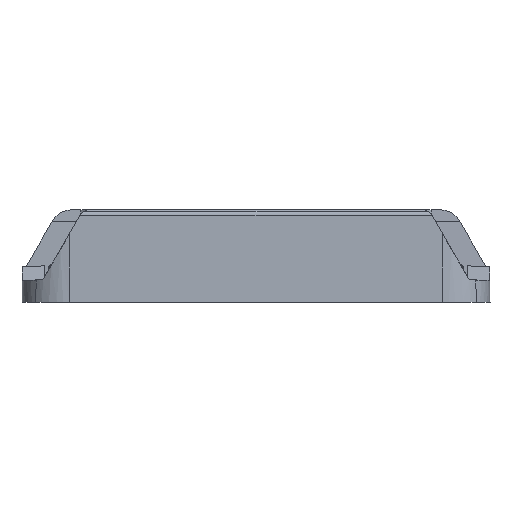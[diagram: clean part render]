
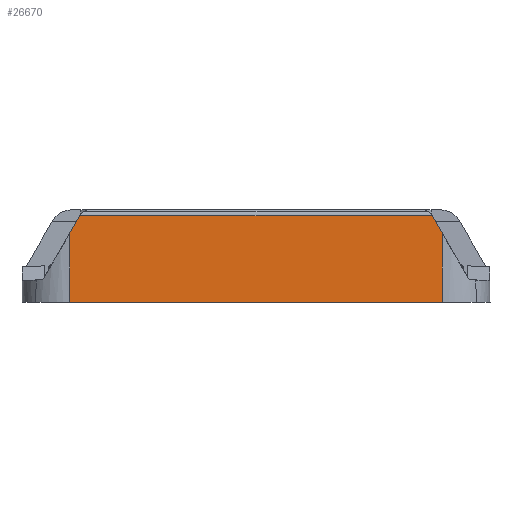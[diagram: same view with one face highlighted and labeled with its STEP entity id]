
A CAD part, left-side view. The second image highlights one B-rep face of the part: STEP entity #26670.
In plain terms, the highlighted planar face has unit normal (-1, 0, 0.009).
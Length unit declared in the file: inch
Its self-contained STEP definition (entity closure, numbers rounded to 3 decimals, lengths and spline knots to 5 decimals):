
#355 = ORIENTED_EDGE ( 'NONE', *, *, #3367, .F. ) ;
#500 = EDGE_CURVE ( 'NONE', #14350, #17173, #3707, .T. ) ;
#2135 = VECTOR ( 'NONE', #6095, 39.37008 ) ;
#3128 = LINE ( 'NONE', #17031, #6797 ) ;
#3233 = VECTOR ( 'NONE', #25567, 39.37008 ) ;
#3248 = EDGE_CURVE ( 'NONE', #21519, #3615, #5863, .T. ) ;
#3367 = EDGE_CURVE ( 'NONE', #3702, #14350, #14845, .T. ) ;
#3615 = VERTEX_POINT ( 'NONE', #24813 ) ;
#3702 = VERTEX_POINT ( 'NONE', #9928 ) ;
#3707 = LINE ( 'NONE', #17469, #2135 ) ;
#3905 = VECTOR ( 'NONE', #19946, 39.37008 ) ;
#4043 = LINE ( 'NONE', #15110, #5022 ) ;
#4929 = LINE ( 'NONE', #7029, #3233 ) ;
#5022 = VECTOR ( 'NONE', #10626, 39.37008 ) ;
#5041 = ORIENTED_EDGE ( 'NONE', *, *, #14744, .T. ) ;
#5435 = FACE_OUTER_BOUND ( 'NONE', #8780, .T. ) ;
#5863 = LINE ( 'NONE', #24279, #8284 ) ;
#6095 = DIRECTION ( 'NONE',  ( 0., -1., 0. ) ) ;
#6257 = CARTESIAN_POINT ( 'NONE',  ( -0.5841, -0.58521, 0.28757 ) ) ;
#6308 = CARTESIAN_POINT ( 'NONE',  ( -0.58411, -0.58527, 0.28746 ) ) ;
#6797 = VECTOR ( 'NONE', #12246, 39.37008 ) ;
#6842 = ORIENTED_EDGE ( 'NONE', *, *, #14670, .T. ) ;
#7029 = CARTESIAN_POINT ( 'NONE',  ( -0.58437, -0.6025, 0.25763 ) ) ;
#7623 = CARTESIAN_POINT ( 'NONE',  ( -0.58411, 0.58531, 0.2874 ) ) ;
#7970 = CARTESIAN_POINT ( 'NONE',  ( -0.58657, -0.62004, 0.00541 ) ) ;
#8284 = VECTOR ( 'NONE', #15297, 39.37008 ) ;
#8550 = CARTESIAN_POINT ( 'NONE',  ( -0.58411, -0.58524, 0.28752 ) ) ;
#8780 = EDGE_LOOP ( 'NONE', ( #10013, #355, #29212, #28466, #24648, #25434, #5041, #6842 ) ) ;
#9284 = CARTESIAN_POINT ( 'NONE',  ( -0.5841, 0.58521, 0.28757 ) ) ;
#9433 = CARTESIAN_POINT ( 'NONE',  ( -0.58411, 0.58524, 0.28752 ) ) ;
#9848 = CARTESIAN_POINT ( 'NONE',  ( -0.5846, -0.61807, 0.23065 ) ) ;
#9928 = CARTESIAN_POINT ( 'NONE',  ( -0.58411, 0.58531, 0.2874 ) ) ;
#9960 = VERTEX_POINT ( 'NONE', #12581 ) ;
#10013 = ORIENTED_EDGE ( 'NONE', *, *, #500, .F. ) ;
#10331 = VERTEX_POINT ( 'NONE', #9848 ) ;
#10626 = DIRECTION ( 'NONE',  ( 0., 1., 0. ) ) ;
#11298 = EDGE_CURVE ( 'NONE', #3615, #3702, #3128, .T. ) ;
#12246 = DIRECTION ( 'NONE',  ( 0.008, -0.5, 0.866 ) ) ;
#12581 = CARTESIAN_POINT ( 'NONE',  ( -0.58661, -0.62008, 0. ) ) ;
#12678 = VERTEX_POINT ( 'NONE', #26448 ) ;
#14115 = PLANE ( 'NONE',  #23711 ) ;
#14350 = VERTEX_POINT ( 'NONE', #20816 ) ;
#14565 = CARTESIAN_POINT ( 'NONE',  ( -0.58661, 0.77756, 0. ) ) ;
#14670 = EDGE_CURVE ( 'NONE', #12678, #17173, #18618, .T. ) ;
#14744 = EDGE_CURVE ( 'NONE', #10331, #12678, #4929, .T. ) ;
#14845 =( BOUNDED_CURVE ( )  B_SPLINE_CURVE ( 3, ( #7623, #16312, #9433, #9284 ),
 .UNSPECIFIED., .F., .T. ) 
 B_SPLINE_CURVE_WITH_KNOTS ( ( 4, 4 ),
 ( 5.23599, 5.24103 ),
 .UNSPECIFIED. ) 
 CURVE ( )  GEOMETRIC_REPRESENTATION_ITEM ( )  RATIONAL_B_SPLINE_CURVE ( ( 1., 1., 1., 1. ) ) 
 REPRESENTATION_ITEM ( '' )  );
#15110 = CARTESIAN_POINT ( 'NONE',  ( -0.58661, -0.77756, 0. ) ) ;
#15297 = DIRECTION ( 'NONE',  ( 0.009, -0.009, 1. ) ) ;
#16312 = CARTESIAN_POINT ( 'NONE',  ( -0.58411, 0.58527, 0.28746 ) ) ;
#17031 = CARTESIAN_POINT ( 'NONE',  ( -0.58437, 0.6025, 0.25763 ) ) ;
#17173 = VERTEX_POINT ( 'NONE', #6257 ) ;
#17469 = CARTESIAN_POINT ( 'NONE',  ( -0.5841, 0.38878, 0.28757 ) ) ;
#18618 =( BOUNDED_CURVE ( )  B_SPLINE_CURVE ( 3, ( #27228, #6308, #8550, #19915 ),
 .UNSPECIFIED., .F., .T. ) 
 B_SPLINE_CURVE_WITH_KNOTS ( ( 4, 4 ),
 ( 5.23599, 5.24103 ),
 .UNSPECIFIED. ) 
 CURVE ( )  GEOMETRIC_REPRESENTATION_ITEM ( )  RATIONAL_B_SPLINE_CURVE ( ( 1., 1., 1., 1. ) ) 
 REPRESENTATION_ITEM ( '' )  );
#18714 = EDGE_CURVE ( 'NONE', #9960, #10331, #21591, .T. ) ;
#19915 = CARTESIAN_POINT ( 'NONE',  ( -0.5841, -0.58521, 0.28757 ) ) ;
#19946 = DIRECTION ( 'NONE',  ( 0.009, 0.009, 1. ) ) ;
#20816 = CARTESIAN_POINT ( 'NONE',  ( -0.5841, 0.58521, 0.28757 ) ) ;
#20911 = CARTESIAN_POINT ( 'NONE',  ( -0.58661, 0.62008, 0. ) ) ;
#21519 = VERTEX_POINT ( 'NONE', #20911 ) ;
#21591 = LINE ( 'NONE', #7970, #3905 ) ;
#22485 = EDGE_CURVE ( 'NONE', #9960, #21519, #4043, .T. ) ;
#23701 = DIRECTION ( 'NONE',  ( 0., 1., 0. ) ) ;
#23711 = AXIS2_PLACEMENT_3D ( 'NONE', #14565, #25644, #23701 ) ;
#24279 = CARTESIAN_POINT ( 'NONE',  ( -0.58657, 0.62004, 0.00541 ) ) ;
#24648 = ORIENTED_EDGE ( 'NONE', *, *, #22485, .F. ) ;
#24813 = CARTESIAN_POINT ( 'NONE',  ( -0.5846, 0.61807, 0.23065 ) ) ;
#25434 = ORIENTED_EDGE ( 'NONE', *, *, #18714, .T. ) ;
#25567 = DIRECTION ( 'NONE',  ( 0.008, 0.5, 0.866 ) ) ;
#25644 = DIRECTION ( 'NONE',  ( 1., 0., -0.009 ) ) ;
#26448 = CARTESIAN_POINT ( 'NONE',  ( -0.58411, -0.58531, 0.2874 ) ) ;
#26670 = ADVANCED_FACE ( 'NONE', ( #5435 ), #14115, .F. ) ;
#27228 = CARTESIAN_POINT ( 'NONE',  ( -0.58411, -0.58531, 0.2874 ) ) ;
#28466 = ORIENTED_EDGE ( 'NONE', *, *, #3248, .F. ) ;
#29212 = ORIENTED_EDGE ( 'NONE', *, *, #11298, .F. ) ;
